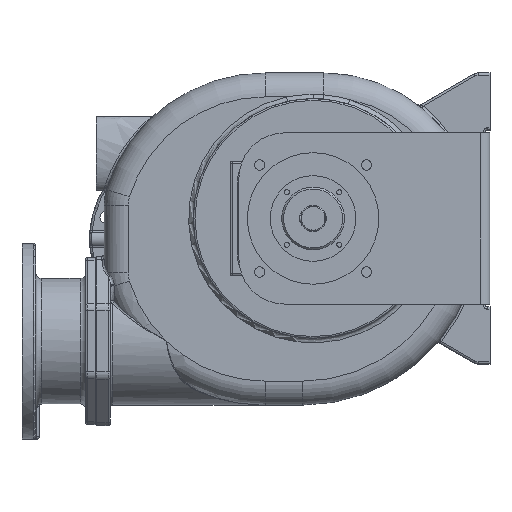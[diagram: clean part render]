
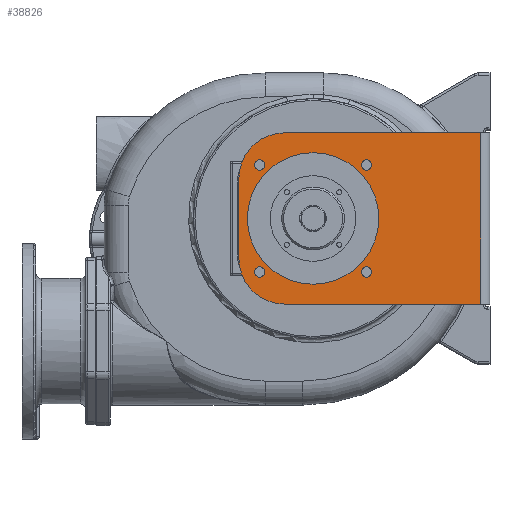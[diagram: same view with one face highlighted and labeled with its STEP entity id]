
A CAD part, left-side view. The second image highlights one B-rep face of the part: STEP entity #38826.
In plain terms, the highlighted planar face has unit normal (-1, 0, 0).
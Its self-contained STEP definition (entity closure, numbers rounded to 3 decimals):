
#16965=DIRECTION('',(0.,0.,1.));
#16966=VECTOR('',#16965,300.);
#16967=CARTESIAN_POINT('',(-572.,16.,-150.));
#16968=LINE('',#16967,#16966);
#17144=CARTESIAN_POINT('',(-572.,360.,-70.));
#17145=DIRECTION('',(1.,0.,0.));
#17146=DIRECTION('',(0.,0.,-1.));
#17147=AXIS2_PLACEMENT_3D('',#17144,#17145,#17146);
#17149=DIRECTION('',(0.,0.,1.));
#17150=VECTOR('',#17149,140.);
#17151=CARTESIAN_POINT('',(-572.,440.,-70.));
#17152=LINE('',#17151,#17150);
#17153=CARTESIAN_POINT('',(-572.,360.,70.));
#17154=DIRECTION('',(1.,0.,0.));
#17155=DIRECTION('',(0.,1.,0.));
#17156=AXIS2_PLACEMENT_3D('',#17153,#17154,#17155);
#17158=DIRECTION('',(0.,-1.,0.));
#17159=VECTOR('',#17158,344.);
#17160=CARTESIAN_POINT('',(-572.,360.,150.));
#17161=LINE('',#17160,#17159);
#17162=DIRECTION('',(0.,1.,0.));
#17163=VECTOR('',#17162,344.);
#17164=CARTESIAN_POINT('',(-572.,16.,-150.));
#17165=LINE('',#17164,#17163);
#17166=CARTESIAN_POINT('',(-572.,310.,0.));
#17167=DIRECTION('',(-1.,0.,0.));
#17168=DIRECTION('',(0.,-1.,0.));
#17169=AXIS2_PLACEMENT_3D('',#17166,#17167,#17168);
#17171=CARTESIAN_POINT('',(-572.,310.,0.));
#17172=DIRECTION('',(-1.,0.,0.));
#17173=DIRECTION('',(0.,1.,0.));
#17174=AXIS2_PLACEMENT_3D('',#17171,#17172,#17173);
#17176=CARTESIAN_POINT('',(-572.,403.692,-93.692));
#17177=DIRECTION('',(-1.,0.,0.));
#17178=DIRECTION('',(0.,-1.,0.));
#17179=AXIS2_PLACEMENT_3D('',#17176,#17177,#17178);
#17181=CARTESIAN_POINT('',(-572.,403.692,-93.692));
#17182=DIRECTION('',(-1.,0.,0.));
#17183=DIRECTION('',(0.,1.,0.));
#17184=AXIS2_PLACEMENT_3D('',#17181,#17182,#17183);
#17186=CARTESIAN_POINT('',(-572.,216.308,-93.692));
#17187=DIRECTION('',(-1.,0.,0.));
#17188=DIRECTION('',(0.,0.,1.));
#17189=AXIS2_PLACEMENT_3D('',#17186,#17187,#17188);
#17191=CARTESIAN_POINT('',(-572.,216.308,-93.692));
#17192=DIRECTION('',(-1.,0.,0.));
#17193=DIRECTION('',(0.,0.,-1.));
#17194=AXIS2_PLACEMENT_3D('',#17191,#17192,#17193);
#17196=CARTESIAN_POINT('',(-572.,216.308,93.692));
#17197=DIRECTION('',(-1.,0.,0.));
#17198=DIRECTION('',(0.,1.,0.));
#17199=AXIS2_PLACEMENT_3D('',#17196,#17197,#17198);
#17201=CARTESIAN_POINT('',(-572.,216.308,93.692));
#17202=DIRECTION('',(-1.,0.,0.));
#17203=DIRECTION('',(0.,-1.,0.));
#17204=AXIS2_PLACEMENT_3D('',#17201,#17202,#17203);
#17206=CARTESIAN_POINT('',(-572.,403.692,93.692));
#17207=DIRECTION('',(-1.,0.,0.));
#17208=DIRECTION('',(0.,0.,-1.));
#17209=AXIS2_PLACEMENT_3D('',#17206,#17207,#17208);
#17211=CARTESIAN_POINT('',(-572.,403.692,93.692));
#17212=DIRECTION('',(-1.,0.,0.));
#17213=DIRECTION('',(0.,0.,1.));
#17214=AXIS2_PLACEMENT_3D('',#17211,#17212,#17213);
#21935=CARTESIAN_POINT('',(-572.,360.,-150.));
#21937=VERTEX_POINT('',#21935);
#21938=CARTESIAN_POINT('',(-572.,194.8,0.));
#21939=CARTESIAN_POINT('',(-572.,425.2,0.));
#21940=VERTEX_POINT('',#21938);
#21941=VERTEX_POINT('',#21939);
#21946=CARTESIAN_POINT('',(-572.,16.,-150.));
#21947=VERTEX_POINT('',#21946);
#21948=CARTESIAN_POINT('',(-572.,16.,150.));
#21949=VERTEX_POINT('',#21948);
#21950=CARTESIAN_POINT('',(-572.,360.,150.));
#21951=VERTEX_POINT('',#21950);
#21998=CARTESIAN_POINT('',(-572.,440.,-70.));
#21999=VERTEX_POINT('',#21998);
#22000=CARTESIAN_POINT('',(-572.,440.,70.));
#22001=VERTEX_POINT('',#22000);
#22002=CARTESIAN_POINT('',(-572.,394.692,-93.692));
#22003=CARTESIAN_POINT('',(-572.,412.692,-93.692));
#22004=VERTEX_POINT('',#22002);
#22005=VERTEX_POINT('',#22003);
#22006=CARTESIAN_POINT('',(-572.,216.308,-84.692));
#22007=CARTESIAN_POINT('',(-572.,216.308,-102.692));
#22008=VERTEX_POINT('',#22006);
#22009=VERTEX_POINT('',#22007);
#22010=CARTESIAN_POINT('',(-572.,225.308,93.692));
#22011=CARTESIAN_POINT('',(-572.,207.308,93.692));
#22012=VERTEX_POINT('',#22010);
#22013=VERTEX_POINT('',#22011);
#22014=CARTESIAN_POINT('',(-572.,403.692,84.692));
#22015=CARTESIAN_POINT('',(-572.,403.692,102.692));
#22016=VERTEX_POINT('',#22014);
#22017=VERTEX_POINT('',#22015);
#38783=CARTESIAN_POINT('',(-572.,310.,0.));
#38784=DIRECTION('',(1.,0.,0.));
#38785=DIRECTION('',(0.,0.,-1.));
#38786=AXIS2_PLACEMENT_3D('',#38783,#38784,#38785);
#38787=PLANE('',#38786);
#38788=ORIENTED_EDGE('',*,*,#38777,.T.);
#38789=ORIENTED_EDGE('',*,*,#38518,.T.);
#38790=ORIENTED_EDGE('',*,*,#38536,.T.);
#38791=ORIENTED_EDGE('',*,*,#38550,.T.);
#38792=ORIENTED_EDGE('',*,*,#38580,.F.);
#38793=ORIENTED_EDGE('',*,*,#38764,.T.);
#38794=EDGE_LOOP('',(#38788,#38789,#38790,#38791,#38792,#38793));
#38795=FACE_OUTER_BOUND('',#38794,.F.);
#38797=ORIENTED_EDGE('',*,*,#38796,.T.);
#38799=ORIENTED_EDGE('',*,*,#38798,.T.);
#38800=EDGE_LOOP('',(#38797,#38799));
#38801=FACE_BOUND('',#38800,.F.);
#38803=ORIENTED_EDGE('',*,*,#38802,.T.);
#38805=ORIENTED_EDGE('',*,*,#38804,.T.);
#38806=EDGE_LOOP('',(#38803,#38805));
#38807=FACE_BOUND('',#38806,.F.);
#38809=ORIENTED_EDGE('',*,*,#38808,.T.);
#38811=ORIENTED_EDGE('',*,*,#38810,.T.);
#38812=EDGE_LOOP('',(#38809,#38811));
#38813=FACE_BOUND('',#38812,.F.);
#38815=ORIENTED_EDGE('',*,*,#38814,.T.);
#38817=ORIENTED_EDGE('',*,*,#38816,.T.);
#38818=EDGE_LOOP('',(#38815,#38817));
#38819=FACE_BOUND('',#38818,.F.);
#38821=ORIENTED_EDGE('',*,*,#38820,.T.);
#38823=ORIENTED_EDGE('',*,*,#38822,.T.);
#38824=EDGE_LOOP('',(#38821,#38823));
#38825=FACE_BOUND('',#38824,.F.);
#38826=ADVANCED_FACE('',(#38795,#38801,#38807,#38813,#38819,#38825),#38787,.F.);
#17148=CIRCLE('',#17147,80.);
#17157=CIRCLE('',#17156,80.);
#17170=CIRCLE('',#17169,115.2);
#17175=CIRCLE('',#17174,115.2);
#17180=CIRCLE('',#17179,9.);
#17185=CIRCLE('',#17184,9.);
#17190=CIRCLE('',#17189,9.);
#17195=CIRCLE('',#17194,9.);
#17200=CIRCLE('',#17199,9.);
#17205=CIRCLE('',#17204,9.);
#17210=CIRCLE('',#17209,9.);
#17215=CIRCLE('',#17214,9.);
#38518=EDGE_CURVE('',#21999,#22001,#17152,.T.);
#38536=EDGE_CURVE('',#22001,#21951,#17157,.T.);
#38550=EDGE_CURVE('',#21951,#21949,#17161,.T.);
#38580=EDGE_CURVE('',#21947,#21949,#16968,.T.);
#38764=EDGE_CURVE('',#21947,#21937,#17165,.T.);
#38777=EDGE_CURVE('',#21937,#21999,#17148,.T.);
#38796=EDGE_CURVE('',#21940,#21941,#17170,.T.);
#38798=EDGE_CURVE('',#21941,#21940,#17175,.T.);
#38802=EDGE_CURVE('',#22004,#22005,#17180,.T.);
#38804=EDGE_CURVE('',#22005,#22004,#17185,.T.);
#38808=EDGE_CURVE('',#22008,#22009,#17190,.T.);
#38810=EDGE_CURVE('',#22009,#22008,#17195,.T.);
#38814=EDGE_CURVE('',#22012,#22013,#17200,.T.);
#38816=EDGE_CURVE('',#22013,#22012,#17205,.T.);
#38820=EDGE_CURVE('',#22016,#22017,#17210,.T.);
#38822=EDGE_CURVE('',#22017,#22016,#17215,.T.);
